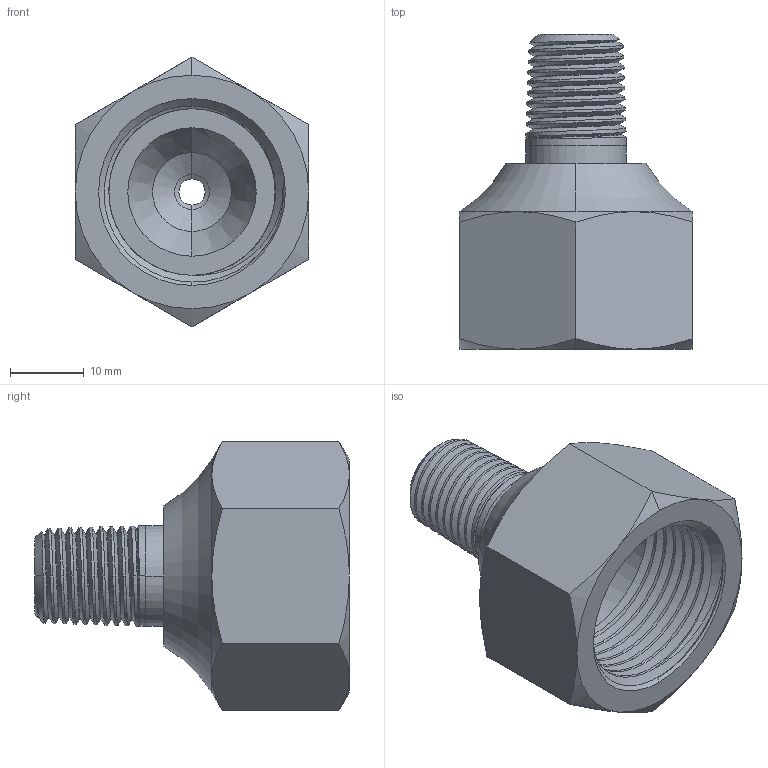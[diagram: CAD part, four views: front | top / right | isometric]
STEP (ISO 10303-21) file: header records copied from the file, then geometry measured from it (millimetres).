
FILE_DESCRIPTION (( 'STEP AP203' ), '1' );
FILE_NAME ('AD-580FBR-4MNPT.step', '2025-11-05T13:35:17', ( '' ), ( '' ), 'SwSTEP 2.0', 'SolidWorks 2018', '' );
FILE_SCHEMA (( 'CONFIG_CONTROL_DESIGN' ));
Length unit declared in the file: inch
Products named in the file (1): AD-580FBR-4MNPT
Bounding box: 31.75 x 42.8 x 36.66 mm (x, y, z)
Volume: 12679.9 mm3; surface area: 7230.5 mm2
Topology: 1 solids, 1 shells, 221 faces, 579 edges, 377 vertices
Faces by surface type: bspline 84, plane 66, cone 46, cylinder 23, torus 2
Entity records: 18054 total; most frequent: CARTESIAN_POINT 13267, ORIENTED_EDGE 1158, DIRECTION 638, EDGE_CURVE 579, VERTEX_POINT 377, B_SPLINE_CURVE_WITH_KNOTS 266, LINE 264, VECTOR 264
